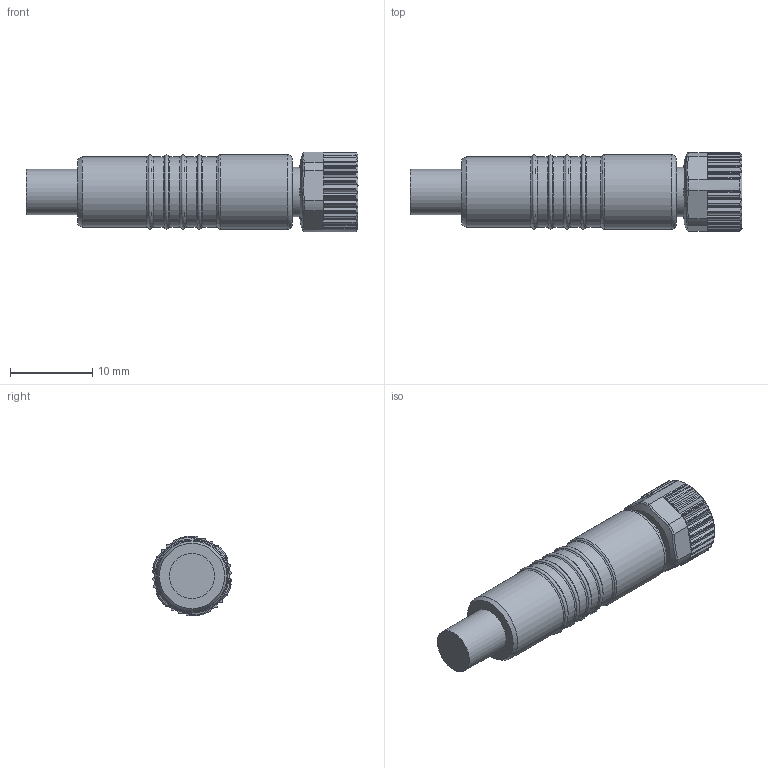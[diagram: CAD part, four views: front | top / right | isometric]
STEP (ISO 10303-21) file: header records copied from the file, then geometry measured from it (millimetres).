
FILE_DESCRIPTION(('FreeCAD Model'),'2;1');
FILE_NAME('C-FS3TZ-T66X.stp','2017-11-21T14:35:00',('CM'),( 'HTM Sensors'),'Open CASCADE STEP processor 6.8','FreeCAD','Unknown' );
FILE_SCHEMA(('CONFIG_CONTROL_DESIGN','SHAPE_APPEARANCE_LAYER_MIM'));
Length unit declared in the file: millimetre
Products named in the file (2): ASSEMBLY; C-FS3TZ-T66X
Assembly tree (1 placements, depth 2):
  ASSEMBLY
    C-FS3TZ-T66X
Bounding box: 40.3 x 9.67 x 9.69 mm (x, y, z)
Volume: 2099.6 mm3; surface area: 1487.8 mm2
Topology: 1 solids, 1 shells, 287 faces, 755 edges, 477 vertices
Faces by surface type: plane 122, cylinder 101, cone 32, torus 24, bspline 8
Full cylindrical faces by diameter (mm): 1.1 x3, 5.5 x1, 5.65 x1, 6 x1, 7.1 x1, 8.4 x1, 8.5 x5, 9 x1
Entity records: 37993 total; most frequent: CARTESIAN_POINT 24811, DIRECTION 1877, ORIENTED_EDGE 1506, PCURVE 1506, DEFINITIONAL_REPRESENTATION 1506, B_SPLINE_CURVE_WITH_KNOTS 1092, LINE 784, VECTOR 784
